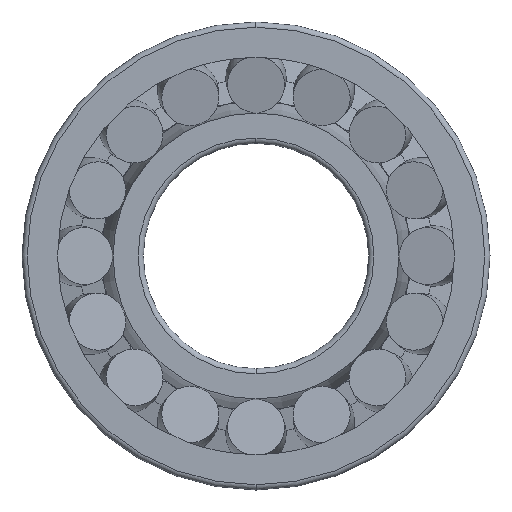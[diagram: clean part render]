
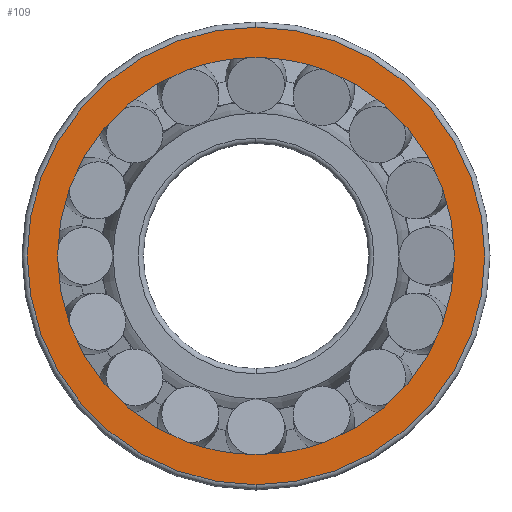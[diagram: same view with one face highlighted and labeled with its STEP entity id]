
A CAD part, left-side view. The second image highlights one B-rep face of the part: STEP entity #109.
In plain terms, the highlighted planar face has unit normal (-1, 0, 0).
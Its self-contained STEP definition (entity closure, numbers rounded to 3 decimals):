
#109=ADVANCED_FACE('',(#387,#388),#389,.T.);
#387=FACE_OUTER_BOUND('',#922,.T.);
#388=FACE_BOUND('',#923,.T.);
#389=PLANE('',#924);
#922=EDGE_LOOP('',(#1704,#1705,#1706));
#923=EDGE_LOOP('',(#1707,#1708,#1709));
#924=AXIS2_PLACEMENT_3D('',#1710,#1711,#1712);
#1704=ORIENTED_EDGE('',*,*,#3376,.F.);
#1705=ORIENTED_EDGE('',*,*,#3375,.F.);
#1706=ORIENTED_EDGE('',*,*,#3417,.F.);
#1707=ORIENTED_EDGE('',*,*,#3421,.T.);
#1708=ORIENTED_EDGE('',*,*,#3354,.T.);
#1709=ORIENTED_EDGE('',*,*,#3422,.T.);
#1710=CARTESIAN_POINT('',(0.,246.5,0.0));
#1711=DIRECTION('',(-1.0,0.,0.0));
#1712=DIRECTION('',(0.,-1.0,0.0));
#3354=EDGE_CURVE('',#4006,#4003,#4007,.T.);
#3375=EDGE_CURVE('',#4045,#4048,#4049,.T.);
#3376=EDGE_CURVE('',#4048,#4050,#4051,.T.);
#3417=EDGE_CURVE('',#4050,#4045,#4108,.T.);
#3421=EDGE_CURVE('',#4113,#4006,#4114,.T.);
#3422=EDGE_CURVE('',#4003,#4113,#4115,.T.);
#4003=VERTEX_POINT('',#5084);
#4006=VERTEX_POINT('',#5087);
#4007=CIRCLE('',#5088,229.0);
#4045=VERTEX_POINT('',#5128);
#4048=VERTEX_POINT('',#5131);
#4049=CIRCLE('',#5132,264.0);
#4050=VERTEX_POINT('',#5133);
#4051=CIRCLE('',#5134,264.0);
#4108=CIRCLE('',#5405,264.0);
#4113=VERTEX_POINT('',#5410);
#4114=CIRCLE('',#5411,229.0);
#4115=CIRCLE('',#5412,229.0);
#5084=CARTESIAN_POINT('',(0.,0.,-229.0));
#5087=CARTESIAN_POINT('',(0.,0.,229.0));
#5088=AXIS2_PLACEMENT_3D('',#10584,#10585,#10586);
#5128=CARTESIAN_POINT('',(0.0,0.,-264.0));
#5131=CARTESIAN_POINT('',(0.0,264.0,0.0));
#5132=AXIS2_PLACEMENT_3D('',#10643,#10644,#10645);
#5133=CARTESIAN_POINT('',(0.0,0.,264.0));
#5134=AXIS2_PLACEMENT_3D('',#10646,#10647,#10648);
#5405=AXIS2_PLACEMENT_3D('',#10716,#10717,#10718);
#5410=CARTESIAN_POINT('',(0.,229.0,0.0));
#5411=AXIS2_PLACEMENT_3D('',#10728,#10729,#10730);
#5412=AXIS2_PLACEMENT_3D('',#10731,#10732,#10733);
#10584=CARTESIAN_POINT('',(0.,0.0,0.0));
#10585=DIRECTION('',(1.0,0.0,0.0));
#10586=DIRECTION('',(0.0,1.0,0.0));
#10643=CARTESIAN_POINT('',(0.0,0.0,0.0));
#10644=DIRECTION('',(1.0,0.0,0.0));
#10645=DIRECTION('',(0.0,1.0,0.0));
#10646=CARTESIAN_POINT('',(0.0,0.0,0.0));
#10647=DIRECTION('',(1.0,0.0,0.0));
#10648=DIRECTION('',(0.0,1.0,0.0));
#10716=CARTESIAN_POINT('',(0.0,0.0,0.0));
#10717=DIRECTION('',(1.0,0.0,0.0));
#10718=DIRECTION('',(0.0,1.0,0.0));
#10728=CARTESIAN_POINT('',(0.,0.0,0.0));
#10729=DIRECTION('',(1.0,0.0,0.0));
#10730=DIRECTION('',(0.0,1.0,0.0));
#10731=CARTESIAN_POINT('',(0.,0.0,0.0));
#10732=DIRECTION('',(1.0,0.0,0.0));
#10733=DIRECTION('',(0.0,1.0,0.0));
